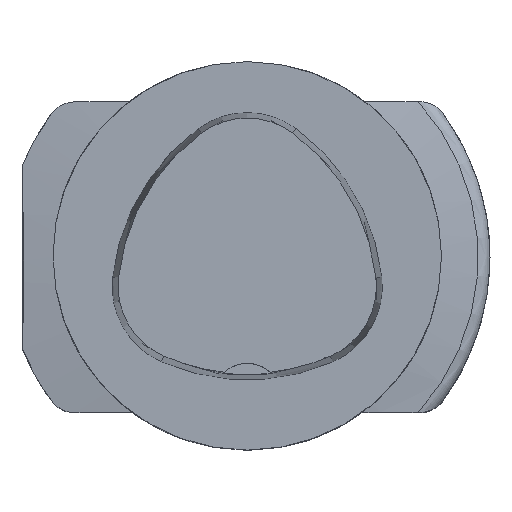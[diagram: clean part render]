
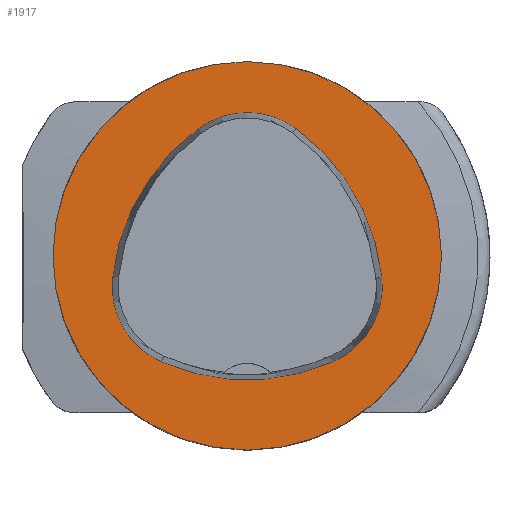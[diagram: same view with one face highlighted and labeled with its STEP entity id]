
A CAD part, top view. The second image highlights one B-rep face of the part: STEP entity #1917.
In plain terms, the highlighted planar face has unit normal (0, 0, 1).
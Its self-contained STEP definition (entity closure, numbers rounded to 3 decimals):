
#1351=PLANE('',#6181);
#1917=ADVANCED_FACE('',(#2269,#2270),#1351,.T.);
#2269=FACE_BOUND('',#2379,.T.);
#2270=FACE_BOUND('',#2380,.T.);
#2379=EDGE_LOOP('',(#2804,#2805,#2806,#2807,#2808,#2809));
#2380=EDGE_LOOP('',(#2810));
#2804=ORIENTED_EDGE('',*,*,#5115,.T.);
#2805=ORIENTED_EDGE('',*,*,#5113,.T.);
#2806=ORIENTED_EDGE('',*,*,#5111,.T.);
#2807=ORIENTED_EDGE('',*,*,#5109,.T.);
#2808=ORIENTED_EDGE('',*,*,#5107,.T.);
#2809=ORIENTED_EDGE('',*,*,#5105,.T.);
#2810=ORIENTED_EDGE('',*,*,#5128,.F.);
#4506=VERTEX_POINT('',#8189);
#4507=VERTEX_POINT('',#8191);
#4508=VERTEX_POINT('',#8195);
#4509=VERTEX_POINT('',#8199);
#4510=VERTEX_POINT('',#8203);
#4511=VERTEX_POINT('',#8207);
#4520=VERTEX_POINT('',#8239);
#5105=EDGE_CURVE('',#4507,#4506,#5978,.T.);
#5107=EDGE_CURVE('',#4508,#4507,#5979,.T.);
#5109=EDGE_CURVE('',#4509,#4508,#5980,.T.);
#5111=EDGE_CURVE('',#4510,#4509,#5981,.T.);
#5113=EDGE_CURVE('',#4511,#4510,#5982,.T.);
#5115=EDGE_CURVE('',#4506,#4511,#5983,.T.);
#5128=EDGE_CURVE('',#4520,#4520,#5984,.T.);
#5978=CIRCLE('',#6158,44.);
#5979=CIRCLE('',#6160,17.);
#5980=CIRCLE('',#6162,44.);
#5981=CIRCLE('',#6164,17.);
#5982=CIRCLE('',#6166,44.);
#5983=CIRCLE('',#6168,17.);
#5984=CIRCLE('',#6180,40.);
#6158=AXIS2_PLACEMENT_3D('',#8190,#6673,#6674);
#6160=AXIS2_PLACEMENT_3D('',#8194,#6678,#6679);
#6162=AXIS2_PLACEMENT_3D('',#8198,#6683,#6684);
#6164=AXIS2_PLACEMENT_3D('',#8202,#6688,#6689);
#6166=AXIS2_PLACEMENT_3D('',#8206,#6693,#6694);
#6168=AXIS2_PLACEMENT_3D('',#8210,#6698,#6699);
#6180=AXIS2_PLACEMENT_3D('',#8238,#6730,#6731);
#6181=AXIS2_PLACEMENT_3D('',#8240,#6732,#6733);
#6673=DIRECTION('',(0.,0.,-1.));
#6674=DIRECTION('',(-1.,0.,0.));
#6678=DIRECTION('',(0.,0.,-1.));
#6679=DIRECTION('',(-1.,0.,0.));
#6683=DIRECTION('',(0.,0.,-1.));
#6684=DIRECTION('',(-1.,0.,0.));
#6688=DIRECTION('',(0.,0.,-1.));
#6689=DIRECTION('',(-1.,0.,0.));
#6693=DIRECTION('',(0.,0.,-1.));
#6694=DIRECTION('',(-1.,0.,0.));
#6698=DIRECTION('',(0.,0.,-1.));
#6699=DIRECTION('',(-1.,0.,0.));
#6730=DIRECTION('',(0.,0.,-1.));
#6731=DIRECTION('',(-1.,0.,0.));
#6732=DIRECTION('',(0.,0.,1.));
#6733=DIRECTION('',(1.,0.,0.));
#8189=CARTESIAN_POINT('',(-17.652,-21.819,0.));
#8190=CARTESIAN_POINT('',(0.017,18.477,0.));
#8191=CARTESIAN_POINT('',(17.611,-21.852,0.));
#8194=CARTESIAN_POINT('',(10.814,-6.27,0.));
#8195=CARTESIAN_POINT('',(27.71,-4.394,0.));
#8198=CARTESIAN_POINT('',(-16.021,-9.25,0.));
#8199=CARTESIAN_POINT('',(10.049,26.194,0.));
#8202=CARTESIAN_POINT('',(-0.023,12.5,0.));
#8203=CARTESIAN_POINT('',(-10.119,26.178,0.));
#8206=CARTESIAN_POINT('',(16.01,-9.224,0.));
#8207=CARTESIAN_POINT('',(-27.722,-4.378,0.));
#8210=CARTESIAN_POINT('',(-10.825,-6.25,0.));
#8238=CARTESIAN_POINT('',(0.,0.,0.));
#8239=CARTESIAN_POINT('',(-40.,0.,0.));
#8240=CARTESIAN_POINT('',(0.,0.,0.));
